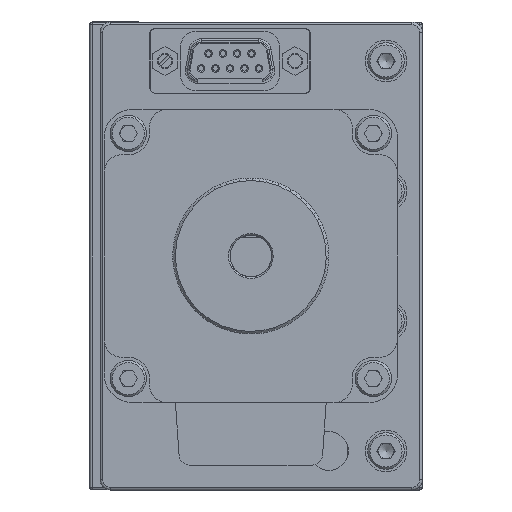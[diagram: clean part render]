
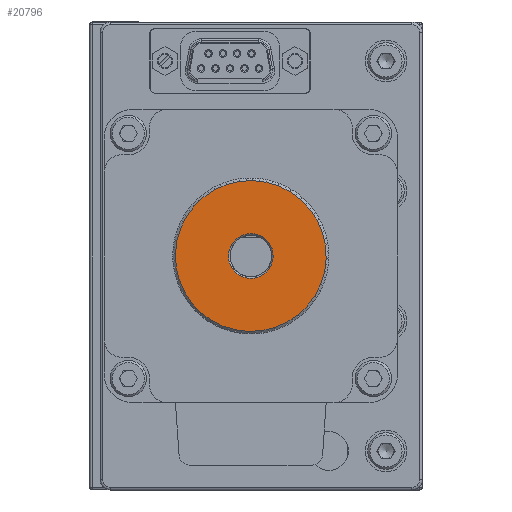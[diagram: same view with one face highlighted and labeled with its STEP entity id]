
A CAD part, left-side view. The second image highlights one B-rep face of the part: STEP entity #20796.
In plain terms, the highlighted planar face has unit normal (-1, 0, 0).
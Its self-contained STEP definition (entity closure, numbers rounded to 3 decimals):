
#182 = CIRCLE ( 'NONE', #9930, 14.5 ) ;
#187 = CIRCLE ( 'NONE', #9928, 4.3 ) ;
#651 = AXIS2_PLACEMENT_3D ( 'NONE', #29089, #29097, #29099 ) ;
#9928 = AXIS2_PLACEMENT_3D ( 'NONE', #31526, #31527, #31528 ) ;
#9930 = AXIS2_PLACEMENT_3D ( 'NONE', #31532, #31533, #31534 ) ;
#16777 = CARTESIAN_POINT ( 'NONE',  ( -306.749, 15.018, -1.584 ) ) ;
#16779 = CARTESIAN_POINT ( 'NONE',  ( -306.749, 5.535, -5.341 ) ) ;
#17230 = VERTEX_POINT ( 'NONE', #16777 ) ;
#17232 = VERTEX_POINT ( 'NONE', #16779 ) ;
#18989 = EDGE_CURVE ( 'NONE', #17230, #17230, #187, .T. ) ;
#18991 = EDGE_CURVE ( 'NONE', #17232, #17232, #182, .T. ) ;
#20796 = ADVANCED_FACE ( 'NONE', ( #23961, #23967 ), #29094, .F. ) ;
#23961 = FACE_BOUND ( 'NONE', #37897, .T. ) ;
#23967 = FACE_OUTER_BOUND ( 'NONE', #37885, .T. ) ;
#29089 = CARTESIAN_POINT ( 'NONE',  ( -306.749, 19.015, 0. ) ) ;
#29094 = PLANE ( 'NONE',  #651 ) ;
#29097 = DIRECTION ( 'NONE',  ( 1., 0., 0. ) ) ;
#29099 = DIRECTION ( 'NONE',  ( 0., -0.93, -0.368 ) ) ;
#31526 = CARTESIAN_POINT ( 'NONE',  ( -306.749, 19.015, 0. ) ) ;
#31527 = DIRECTION ( 'NONE',  ( 1., 0., 0. ) ) ;
#31528 = DIRECTION ( 'NONE',  ( 0., -0.93, -0.368 ) ) ;
#31532 = CARTESIAN_POINT ( 'NONE',  ( -306.749, 19.015, 0. ) ) ;
#31533 = DIRECTION ( 'NONE',  ( -1., 0., 0. ) ) ;
#31534 = DIRECTION ( 'NONE',  ( 0., -0.93, -0.368 ) ) ;
#36750 = ORIENTED_EDGE ( 'NONE', *, *, #18991, .T. ) ;
#36751 = ORIENTED_EDGE ( 'NONE', *, *, #18989, .T. ) ;
#37885 = EDGE_LOOP ( 'NONE', ( #36750 ) ) ;
#37897 = EDGE_LOOP ( 'NONE', ( #36751 ) ) ;
